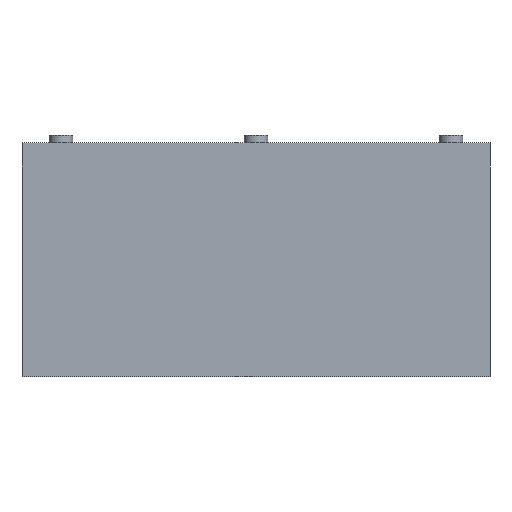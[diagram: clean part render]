
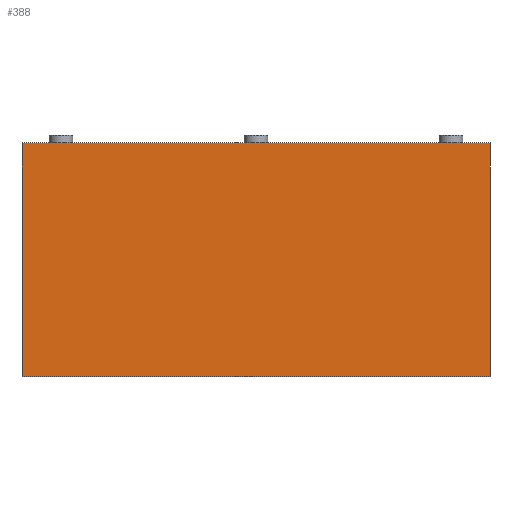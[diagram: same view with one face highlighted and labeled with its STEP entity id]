
A CAD part, front view. The second image highlights one B-rep face of the part: STEP entity #388.
In plain terms, the highlighted planar face has unit normal (0, -1, 0).
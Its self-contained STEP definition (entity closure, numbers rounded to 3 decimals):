
#269=CARTESIAN_POINT('POINT17',(0.,0.,0.));
#270=VERTEX_POINT('VERTEX17',#269);
#278=CARTESIAN_POINT('POINT18',(0.,0.,-30.));
#279=VERTEX_POINT('VERTEX18',#278);
#286=CARTESIAN_POINT('POS35',(0.,0.,-30.));
#287=DIRECTION('DIR57',(0.,0.,1.));
#288=VECTOR('VEC13',#287,1.);
#289=LINE('STRAIGHT13',#286,#288);
#290=EDGE_CURVE('EDGE25',#279,#270,#289,.T.);
#308=CARTESIAN_POINT('POINT19',(60.,0.,0.));
#309=VERTEX_POINT('VERTEX19',#308);
#318=CARTESIAN_POINT('POS38',(0.,0.,0.));
#319=DIRECTION('DIR61',(1.,0.,0.));
#320=VECTOR('VEC15',#319,1.);
#321=LINE('STRAIGHT15',#318,#320);
#322=EDGE_CURVE('EDGE27',#270,#309,#321,.T.);
#336=CARTESIAN_POINT('POINT20',(60.,0.,-30.));
#337=VERTEX_POINT('VERTEX20',#336);
#346=CARTESIAN_POINT('POS41',(60.,0.,0.));
#347=DIRECTION('DIR65',(0.,0.,-1.));
#348=VECTOR('VEC17',#347,1.);
#349=LINE('STRAIGHT17',#346,#348);
#350=EDGE_CURVE('EDGE29',#309,#337,#349,.T.);
#363=CARTESIAN_POINT('POS43',(60.,0.,-30.));
#364=DIRECTION('DIR68',(-1.,0.,0.));
#365=VECTOR('VEC18',#364,1.);
#366=LINE('STRAIGHT18',#363,#365);
#367=EDGE_CURVE('EDGE30',#337,#279,#366,.T.);
#377=ORIENTED_EDGE('COEDGE57',*,*,#367,.F.);
#378=ORIENTED_EDGE('COEDGE58',*,*,#350,.F.);
#379=ORIENTED_EDGE('COEDGE59',*,*,#322,.F.);
#380=ORIENTED_EDGE('COEDGE60',*,*,#290,.F.);
#381=EDGE_LOOP('NONE',(#377,#378,#379,#380));
#382=FACE_BOUND('LOOP1',#381,.T.);
#383=CARTESIAN_POINT('POS45',(0.,0.,0.));
#384=DIRECTION('DIR71',(0.,1.,0.));
#385=DIRECTION('DIR72',(1.,0.,0.));
#386=AXIS2_PLACEMENT_3D('AXIS27',#383,#384,#385);
#387=PLANE('PLANE9',#386);
#388=ADVANCED_FACE('FACE15',(#382),#387,.F.);
